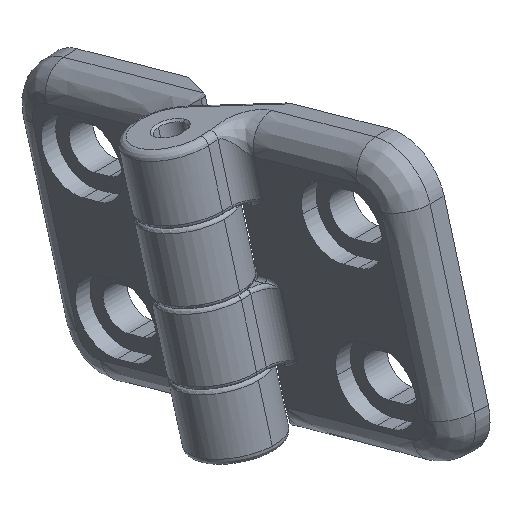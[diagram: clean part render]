
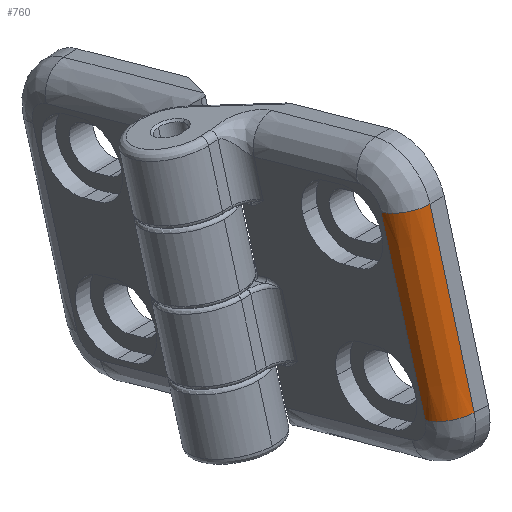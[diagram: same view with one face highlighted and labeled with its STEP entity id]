
A CAD part, isometric view. The second image highlights one B-rep face of the part: STEP entity #760.
In plain terms, the highlighted free-form (B-spline) face has degree [2, 3] with [3, 4] control points.
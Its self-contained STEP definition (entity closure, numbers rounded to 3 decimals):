
#110 = VERTEX_POINT ( 'NONE', #775 ) ;
#134 = ORIENTED_EDGE ( 'NONE', *, *, #2895, .F. ) ;
#158 = CARTESIAN_POINT ( 'NONE',  ( 28.428, -4., -4.31 ) ) ;
#175 = CARTESIAN_POINT ( 'NONE',  ( 28.428, -4., 4.31 ) ) ;
#243 = CARTESIAN_POINT ( 'NONE',  ( 28.428, -4., -12.93 ) ) ;
#344 =( BOUNDED_CURVE ( )  B_SPLINE_CURVE ( 2, ( #1572, #1598, #1497 ),
 .UNSPECIFIED., .F., .T. ) 
 B_SPLINE_CURVE_WITH_KNOTS ( ( 3, 3 ),
 ( 0., 1. ),
 .UNSPECIFIED. ) 
 CURVE ( )  GEOMETRIC_REPRESENTATION_ITEM ( )  RATIONAL_B_SPLINE_CURVE ( ( 1., 0.719, 1. ) ) 
 REPRESENTATION_ITEM ( '' )  );
#760 = ADVANCED_FACE ( 'NONE', ( #805 ), #3194, .T. ) ;
#775 = CARTESIAN_POINT ( 'NONE',  ( 28.428, -4., 12.93 ) ) ;
#783 = ORIENTED_EDGE ( 'NONE', *, *, #3147, .F. ) ;
#805 = FACE_OUTER_BOUND ( 'NONE', #1553, .T. ) ;
#990 = CARTESIAN_POINT ( 'NONE',  ( 32.425, -7.86, 12.93 ) ) ;
#994 = CARTESIAN_POINT ( 'NONE',  ( 32.29, -4., 12.93 ) ) ;
#1088 = CARTESIAN_POINT ( 'NONE',  ( 28.428, -4., 12.93 ) ) ;
#1311 = EDGE_CURVE ( 'NONE', #2931, #3332, #344, .T. ) ;
#1497 = CARTESIAN_POINT ( 'NONE',  ( 28.428, -4., -12.93 ) ) ;
#1553 = EDGE_LOOP ( 'NONE', ( #1588, #783, #134, #2073 ) ) ;
#1572 = CARTESIAN_POINT ( 'NONE',  ( 32.425, -7.86, -12.93 ) ) ;
#1587 = CARTESIAN_POINT ( 'NONE',  ( 32.425, -7.86, 12.93 ) ) ;
#1588 = ORIENTED_EDGE ( 'NONE', *, *, #1311, .T. ) ;
#1598 = CARTESIAN_POINT ( 'NONE',  ( 32.29, -4., -12.93 ) ) ;
#1796 = CARTESIAN_POINT ( 'NONE',  ( 28.428, -4., -12.93 ) ) ;
#1878 = B_SPLINE_CURVE_WITH_KNOTS ( 'NONE', 3,
 ( #2061, #2065, #2004, #2003 ),
 .UNSPECIFIED., .F., .F.,
 ( 4, 4 ),
 ( 0., 1. ),
 .UNSPECIFIED. ) ;
#1988 = CARTESIAN_POINT ( 'NONE',  ( 28.428, -4., -12.93 ) ) ;
#2003 = CARTESIAN_POINT ( 'NONE',  ( 32.425, -7.86, 12.93 ) ) ;
#2004 = CARTESIAN_POINT ( 'NONE',  ( 32.425, -7.86, 4.31 ) ) ;
#2061 = CARTESIAN_POINT ( 'NONE',  ( 32.425, -7.86, -12.93 ) ) ;
#2065 = CARTESIAN_POINT ( 'NONE',  ( 32.425, -7.86, -4.31 ) ) ;
#2073 = ORIENTED_EDGE ( 'NONE', *, *, #2378, .F. ) ;
#2158 = CARTESIAN_POINT ( 'NONE',  ( 32.29, -4., 12.93 ) ) ;
#2228 =( BOUNDED_CURVE ( )  B_SPLINE_CURVE ( 2, ( #990, #994, #1088 ),
 .UNSPECIFIED., .F., .F. ) 
 B_SPLINE_CURVE_WITH_KNOTS ( ( 3, 3 ),
 ( 0., 1. ),
 .UNSPECIFIED. ) 
 CURVE ( )  GEOMETRIC_REPRESENTATION_ITEM ( )  RATIONAL_B_SPLINE_CURVE ( ( 1., 0.719, 1. ) ) 
 REPRESENTATION_ITEM ( '' )  );
#2281 = CARTESIAN_POINT ( 'NONE',  ( 32.425, -7.86, -12.93 ) ) ;
#2319 = CARTESIAN_POINT ( 'NONE',  ( 28.428, -4., 12.93 ) ) ;
#2329 = CARTESIAN_POINT ( 'NONE',  ( 28.428, -4., 4.31 ) ) ;
#2366 = CARTESIAN_POINT ( 'NONE',  ( 28.428, -4., -4.31 ) ) ;
#2378 = EDGE_CURVE ( 'NONE', #2931, #3349, #1878, .T. ) ;
#2390 = CARTESIAN_POINT ( 'NONE',  ( 32.29, -4., 4.31 ) ) ;
#2448 = CARTESIAN_POINT ( 'NONE',  ( 32.29, -4., -12.93 ) ) ;
#2459 = CARTESIAN_POINT ( 'NONE',  ( 32.425, -7.86, 12.93 ) ) ;
#2474 = CARTESIAN_POINT ( 'NONE',  ( 32.425, -7.86, 4.31 ) ) ;
#2551 = CARTESIAN_POINT ( 'NONE',  ( 32.425, -7.86, -12.93 ) ) ;
#2641 = CARTESIAN_POINT ( 'NONE',  ( 32.29, -4., -4.31 ) ) ;
#2670 = CARTESIAN_POINT ( 'NONE',  ( 32.425, -7.86, -4.31 ) ) ;
#2758 = CARTESIAN_POINT ( 'NONE',  ( 28.428, -4., 12.93 ) ) ;
#2895 = EDGE_CURVE ( 'NONE', #3349, #110, #2228, .T. ) ;
#2931 = VERTEX_POINT ( 'NONE', #2281 ) ;
#3093 = B_SPLINE_CURVE_WITH_KNOTS ( 'NONE', 3,
 ( #2758, #175, #158, #243 ),
 .UNSPECIFIED., .F., .F.,
 ( 4, 4 ),
 ( 0., 1. ),
 .UNSPECIFIED. ) ;
#3147 = EDGE_CURVE ( 'NONE', #110, #3332, #3093, .T. ) ;
#3194 =( BOUNDED_SURFACE ( )  B_SPLINE_SURFACE ( 2, 3, ( 
 ( #2551, #2670, #2474, #2459 ),
 ( #2448, #2641, #2390, #2158 ),
 ( #1988, #2366, #2329, #2319 ) ),
 .UNSPECIFIED., .F., .F., .T. ) 
 B_SPLINE_SURFACE_WITH_KNOTS ( ( 3, 3 ),
 ( 4, 4 ),
 ( 0., 1. ),
 ( 0., 1. ),
 .UNSPECIFIED. ) 
 GEOMETRIC_REPRESENTATION_ITEM ( )  RATIONAL_B_SPLINE_SURFACE ( (
 ( 1., 1., 1., 1.),
 ( 0.719, 0.719, 0.719, 0.719),
 ( 1., 1., 1., 1.) ) ) 
 REPRESENTATION_ITEM ( '' )  SURFACE ( )  );
#3332 = VERTEX_POINT ( 'NONE', #1796 ) ;
#3349 = VERTEX_POINT ( 'NONE', #1587 ) ;
